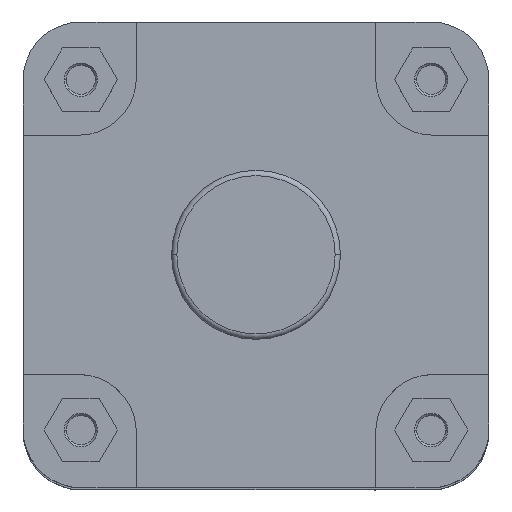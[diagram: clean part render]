
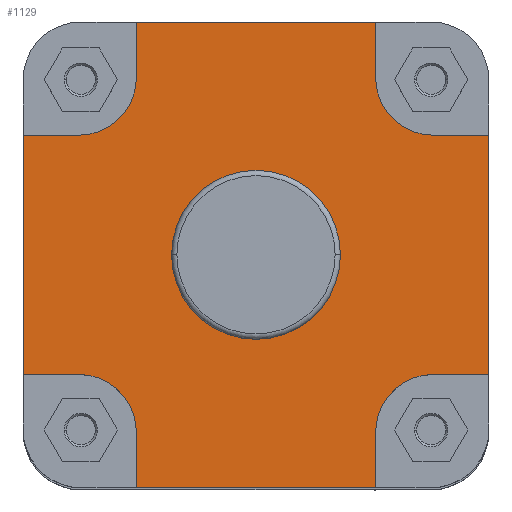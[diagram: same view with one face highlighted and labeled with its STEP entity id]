
A CAD part, top view. The second image highlights one B-rep face of the part: STEP entity #1129.
In plain terms, the highlighted planar face has unit normal (0, 0, 1).
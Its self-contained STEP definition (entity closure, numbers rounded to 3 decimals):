
#246 = EDGE_CURVE ( 'NONE', #7006, #7005, #2143, .T. ) ;
#277 = EDGE_CURVE ( 'NONE', #6999, #6998, #2195, .T. ) ;
#427 = EDGE_CURVE ( 'NONE', #7005, #7004, #2423, .T. ) ;
#442 = EDGE_CURVE ( 'NONE', #6995, #7010, #2450, .T. ) ;
#455 = EDGE_CURVE ( 'NONE', #7004, #7003, #2470, .T. ) ;
#479 = EDGE_CURVE ( 'NONE', #7009, #7008, #2500, .T. ) ;
#489 = EDGE_CURVE ( 'NONE', #6937, #6938, #2524, .T. ) ;
#510 = EDGE_CURVE ( 'NONE', #7002, #7001, #2558, .T. ) ;
#517 = EDGE_CURVE ( 'NONE', #7003, #7002, #2563, .T. ) ;
#519 = EDGE_CURVE ( 'NONE', #7001, #7000, #3816, .T. ) ;
#522 = EDGE_CURVE ( 'NONE', #6997, #6996, #3819, .T. ) ;
#523 = EDGE_CURVE ( 'NONE', #6999, #7000, #3821, .T. ) ;
#537 = EDGE_CURVE ( 'NONE', #7007, #7006, #3833, .T. ) ;
#551 = EDGE_CURVE ( 'NONE', #6938, #6937, #3871, .T. ) ;
#560 = EDGE_CURVE ( 'NONE', #7008, #7007, #3884, .T. ) ;
#569 = EDGE_CURVE ( 'NONE', #7010, #7009, #3900, .T. ) ;
#571 = EDGE_CURVE ( 'NONE', #6998, #6997, #3904, .T. ) ;
#587 = EDGE_CURVE ( 'NONE', #6995, #6996, #3927, .T. ) ;
#642 = AXIS2_PLACEMENT_3D ( 'NONE', #2880, #2886, #2887 ) ;
#747 = AXIS2_PLACEMENT_3D ( 'NONE', #3474, #3475, #3476 ) ;
#762 = AXIS2_PLACEMENT_3D ( 'NONE', #3526, #3527, #3528 ) ;
#771 = AXIS2_PLACEMENT_3D ( 'NONE', #3595, #3624, #3625 ) ;
#783 = AXIS2_PLACEMENT_3D ( 'NONE', #3654, #3665, #3666 ) ;
#784 = AXIS2_PLACEMENT_3D ( 'NONE', #3664, #3670, #3671 ) ;
#811 = AXIS2_PLACEMENT_3D ( 'NONE', #3779, #3796, #3797 ) ;
#1129 = ADVANCED_FACE ( 'NONE', ( #3966, #3972 ), #3795, .F. ) ;
#1773 = EDGE_LOOP ( 'NONE', ( #6326, #6313 ) ) ;
#1776 = EDGE_LOOP ( 'NONE', ( #6319, #6277, #6285, #6316, #6331, #6305, #6330, #6286, #6408, #6402, #6395, #6380, #6400, #6348, #6384, #6391 ) ) ;
#2143 = CIRCLE ( 'NONE', #642, 27.25 ) ;
#2195 = LINE ( 'NONE', #2956, #2196 ) ;
#2196 = VECTOR ( 'NONE', #2957, 1000. ) ;
#2423 = LINE ( 'NONE', #3328, #2424 ) ;
#2424 = VECTOR ( 'NONE', #3329, 1000. ) ;
#2450 = LINE ( 'NONE', #3361, #2451 ) ;
#2451 = VECTOR ( 'NONE', #3362, 1000. ) ;
#2470 = LINE ( 'NONE', #3393, #2471 ) ;
#2471 = VECTOR ( 'NONE', #3394, 1000. ) ;
#2500 = LINE ( 'NONE', #3448, #2505 ) ;
#2505 = VECTOR ( 'NONE', #3449, 1000. ) ;
#2524 = CIRCLE ( 'NONE', #747, 39.9 ) ;
#2558 = CIRCLE ( 'NONE', #762, 27.25 ) ;
#2563 = LINE ( 'NONE', #3544, #2564 ) ;
#2564 = VECTOR ( 'NONE', #3545, 1000. ) ;
#2880 = CARTESIAN_POINT ( 'NONE',  ( 83.75, 83.75, -65.368 ) ) ;
#2886 = DIRECTION ( 'NONE',  ( 0., 0., 1. ) ) ;
#2887 = DIRECTION ( 'NONE',  ( -1., 0., 0. ) ) ;
#2956 = CARTESIAN_POINT ( 'NONE',  ( -56.5, -83.75, -65.368 ) ) ;
#2957 = DIRECTION ( 'NONE',  ( 0., 1., 0. ) ) ;
#3328 = CARTESIAN_POINT ( 'NONE',  ( 110., 56.5, -65.368 ) ) ;
#3329 = DIRECTION ( 'NONE',  ( 1., 0., 0. ) ) ;
#3361 = CARTESIAN_POINT ( 'NONE',  ( -83.75, 56.5, -65.368 ) ) ;
#3362 = DIRECTION ( 'NONE',  ( 1., 0., 0. ) ) ;
#3393 = CARTESIAN_POINT ( 'NONE',  ( 110., -242.141, -65.368 ) ) ;
#3394 = DIRECTION ( 'NONE',  ( 0., -1., 0. ) ) ;
#3448 = CARTESIAN_POINT ( 'NONE',  ( -56.5, 110., -65.368 ) ) ;
#3449 = DIRECTION ( 'NONE',  ( 0., 1., 0. ) ) ;
#3474 = CARTESIAN_POINT ( 'NONE',  ( 0., 0., -65.368 ) ) ;
#3475 = DIRECTION ( 'NONE',  ( 0., 0., 1. ) ) ;
#3476 = DIRECTION ( 'NONE',  ( 1., 0., 0. ) ) ;
#3526 = CARTESIAN_POINT ( 'NONE',  ( 83.75, -83.75, -65.368 ) ) ;
#3527 = DIRECTION ( 'NONE',  ( 0., 0., 1. ) ) ;
#3528 = DIRECTION ( 'NONE',  ( -1., 0., 0. ) ) ;
#3544 = CARTESIAN_POINT ( 'NONE',  ( 83.75, -56.5, -65.368 ) ) ;
#3545 = DIRECTION ( 'NONE',  ( -1., 0., 0. ) ) ;
#3548 = CARTESIAN_POINT ( 'NONE',  ( 56.5, -110., -65.368 ) ) ;
#3549 = DIRECTION ( 'NONE',  ( 0., -1., 0. ) ) ;
#3554 = CARTESIAN_POINT ( 'NONE',  ( -110., -56.5, -65.368 ) ) ;
#3555 = DIRECTION ( 'NONE',  ( -1., 0., 0. ) ) ;
#3557 = CARTESIAN_POINT ( 'NONE',  ( 0., -110., -65.368 ) ) ;
#3558 = DIRECTION ( 'NONE',  ( 1., 0., 0. ) ) ;
#3592 = CARTESIAN_POINT ( 'NONE',  ( 56.5, 83.75, -65.368 ) ) ;
#3593 = DIRECTION ( 'NONE',  ( 0., -1., 0. ) ) ;
#3595 = CARTESIAN_POINT ( 'NONE',  ( 0., 0., -65.368 ) ) ;
#3624 = DIRECTION ( 'NONE',  ( 0., 0., 1. ) ) ;
#3625 = DIRECTION ( 'NONE',  ( 1., 0., 0. ) ) ;
#3643 = CARTESIAN_POINT ( 'NONE',  ( 0., 110., -65.368 ) ) ;
#3644 = DIRECTION ( 'NONE',  ( 1., 0., 0. ) ) ;
#3654 = CARTESIAN_POINT ( 'NONE',  ( -83.75, 83.75, -65.368 ) ) ;
#3664 = CARTESIAN_POINT ( 'NONE',  ( -83.75, -83.75, -65.368 ) ) ;
#3665 = DIRECTION ( 'NONE',  ( 0., 0., 1. ) ) ;
#3666 = DIRECTION ( 'NONE',  ( -1., 0., 0. ) ) ;
#3670 = DIRECTION ( 'NONE',  ( 0., 0., 1. ) ) ;
#3671 = DIRECTION ( 'NONE',  ( -1., 0., 0. ) ) ;
#3710 = CARTESIAN_POINT ( 'NONE',  ( -110., -242.141, -65.368 ) ) ;
#3711 = DIRECTION ( 'NONE',  ( 0., -1., 0. ) ) ;
#3779 = CARTESIAN_POINT ( 'NONE',  ( 0., 39.9, -65.368 ) ) ;
#3795 = PLANE ( 'NONE',  #811 ) ;
#3796 = DIRECTION ( 'NONE',  ( 0., 0., -1. ) ) ;
#3797 = DIRECTION ( 'NONE',  ( -1., 0., 0. ) ) ;
#3816 = LINE ( 'NONE', #3548, #3817 ) ;
#3817 = VECTOR ( 'NONE', #3549, 1000. ) ;
#3819 = LINE ( 'NONE', #3554, #3820 ) ;
#3820 = VECTOR ( 'NONE', #3555, 1000. ) ;
#3821 = LINE ( 'NONE', #3557, #3822 ) ;
#3822 = VECTOR ( 'NONE', #3558, 1000. ) ;
#3833 = LINE ( 'NONE', #3592, #3837 ) ;
#3837 = VECTOR ( 'NONE', #3593, 1000. ) ;
#3871 = CIRCLE ( 'NONE', #771, 39.9 ) ;
#3884 = LINE ( 'NONE', #3643, #3885 ) ;
#3885 = VECTOR ( 'NONE', #3644, 1000. ) ;
#3900 = CIRCLE ( 'NONE', #783, 27.25 ) ;
#3904 = CIRCLE ( 'NONE', #784, 27.25 ) ;
#3927 = LINE ( 'NONE', #3710, #3928 ) ;
#3928 = VECTOR ( 'NONE', #3711, 1000. ) ;
#3966 = FACE_BOUND ( 'NONE', #1773, .T. ) ;
#3972 = FACE_OUTER_BOUND ( 'NONE', #1776, .T. ) ;
#5706 = CARTESIAN_POINT ( 'NONE',  ( 39.9, 0., -65.368 ) ) ;
#5707 = CARTESIAN_POINT ( 'NONE',  ( -39.9, 0., -65.368 ) ) ;
#5764 = CARTESIAN_POINT ( 'NONE',  ( -110., 56.5, -65.368 ) ) ;
#5765 = CARTESIAN_POINT ( 'NONE',  ( -110., -56.5, -65.368 ) ) ;
#5766 = CARTESIAN_POINT ( 'NONE',  ( -83.75, -56.5, -65.368 ) ) ;
#5767 = CARTESIAN_POINT ( 'NONE',  ( -56.5, -83.75, -65.368 ) ) ;
#5768 = CARTESIAN_POINT ( 'NONE',  ( -56.5, -110., -65.368 ) ) ;
#5769 = CARTESIAN_POINT ( 'NONE',  ( 56.5, -110., -65.368 ) ) ;
#5770 = CARTESIAN_POINT ( 'NONE',  ( 56.5, -83.75, -65.368 ) ) ;
#5771 = CARTESIAN_POINT ( 'NONE',  ( 83.75, -56.5, -65.368 ) ) ;
#5772 = CARTESIAN_POINT ( 'NONE',  ( 110., -56.5, -65.368 ) ) ;
#5773 = CARTESIAN_POINT ( 'NONE',  ( 110., 56.5, -65.368 ) ) ;
#5774 = CARTESIAN_POINT ( 'NONE',  ( 83.75, 56.5, -65.368 ) ) ;
#5775 = CARTESIAN_POINT ( 'NONE',  ( 56.5, 83.75, -65.368 ) ) ;
#5776 = CARTESIAN_POINT ( 'NONE',  ( 56.5, 110., -65.368 ) ) ;
#5777 = CARTESIAN_POINT ( 'NONE',  ( -56.5, 110., -65.368 ) ) ;
#5778 = CARTESIAN_POINT ( 'NONE',  ( -56.5, 83.75, -65.368 ) ) ;
#5779 = CARTESIAN_POINT ( 'NONE',  ( -83.75, 56.5, -65.368 ) ) ;
#6277 = ORIENTED_EDGE ( 'NONE', *, *, #522, .F. ) ;
#6285 = ORIENTED_EDGE ( 'NONE', *, *, #571, .F. ) ;
#6286 = ORIENTED_EDGE ( 'NONE', *, *, #517, .F. ) ;
#6305 = ORIENTED_EDGE ( 'NONE', *, *, #519, .F. ) ;
#6313 = ORIENTED_EDGE ( 'NONE', *, *, #551, .F. ) ;
#6316 = ORIENTED_EDGE ( 'NONE', *, *, #277, .F. ) ;
#6319 = ORIENTED_EDGE ( 'NONE', *, *, #587, .T. ) ;
#6326 = ORIENTED_EDGE ( 'NONE', *, *, #489, .F. ) ;
#6330 = ORIENTED_EDGE ( 'NONE', *, *, #510, .F. ) ;
#6331 = ORIENTED_EDGE ( 'NONE', *, *, #523, .T. ) ;
#6348 = ORIENTED_EDGE ( 'NONE', *, *, #479, .F. ) ;
#6380 = ORIENTED_EDGE ( 'NONE', *, *, #537, .F. ) ;
#6384 = ORIENTED_EDGE ( 'NONE', *, *, #569, .F. ) ;
#6391 = ORIENTED_EDGE ( 'NONE', *, *, #442, .F. ) ;
#6395 = ORIENTED_EDGE ( 'NONE', *, *, #246, .F. ) ;
#6400 = ORIENTED_EDGE ( 'NONE', *, *, #560, .F. ) ;
#6402 = ORIENTED_EDGE ( 'NONE', *, *, #427, .F. ) ;
#6408 = ORIENTED_EDGE ( 'NONE', *, *, #455, .F. ) ;
#6937 = VERTEX_POINT ( 'NONE', #5706 ) ;
#6938 = VERTEX_POINT ( 'NONE', #5707 ) ;
#6995 = VERTEX_POINT ( 'NONE', #5764 ) ;
#6996 = VERTEX_POINT ( 'NONE', #5765 ) ;
#6997 = VERTEX_POINT ( 'NONE', #5766 ) ;
#6998 = VERTEX_POINT ( 'NONE', #5767 ) ;
#6999 = VERTEX_POINT ( 'NONE', #5768 ) ;
#7000 = VERTEX_POINT ( 'NONE', #5769 ) ;
#7001 = VERTEX_POINT ( 'NONE', #5770 ) ;
#7002 = VERTEX_POINT ( 'NONE', #5771 ) ;
#7003 = VERTEX_POINT ( 'NONE', #5772 ) ;
#7004 = VERTEX_POINT ( 'NONE', #5773 ) ;
#7005 = VERTEX_POINT ( 'NONE', #5774 ) ;
#7006 = VERTEX_POINT ( 'NONE', #5775 ) ;
#7007 = VERTEX_POINT ( 'NONE', #5776 ) ;
#7008 = VERTEX_POINT ( 'NONE', #5777 ) ;
#7009 = VERTEX_POINT ( 'NONE', #5778 ) ;
#7010 = VERTEX_POINT ( 'NONE', #5779 ) ;
